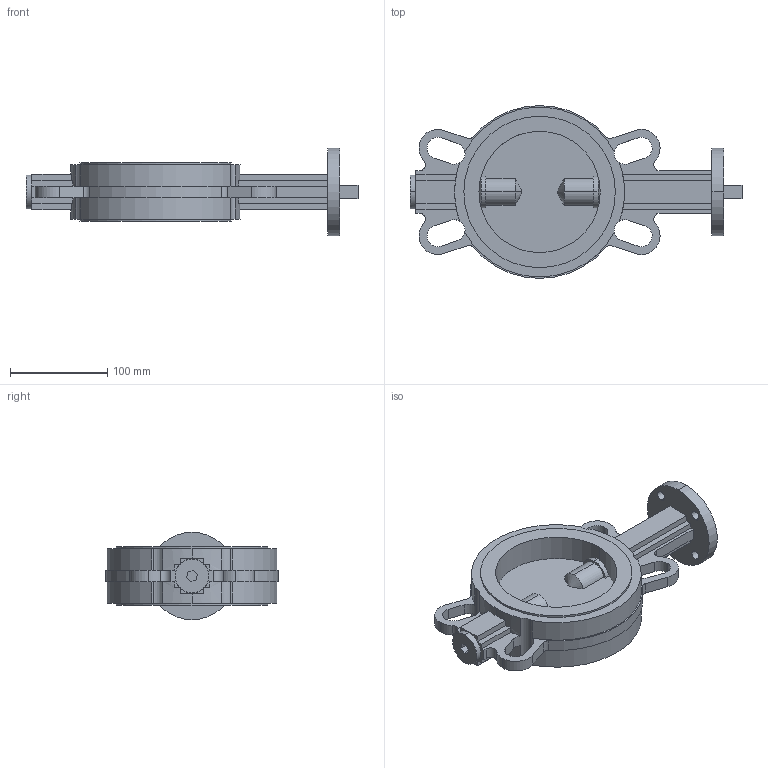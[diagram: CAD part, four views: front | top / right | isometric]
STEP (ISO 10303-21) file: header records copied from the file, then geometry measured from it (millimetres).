
FILE_DESCRIPTION (( 'STEP AP214' ), '1' );
FILE_NAME ('SCBF-D674-10XEC-125-H.step', '2025-09-25T05:49:12', ( 'KTP' ), ( '' ), 'SwSTEP 2.0', 'SolidWorks 2021', '' );
FILE_SCHEMA (( 'AUTOMOTIVE_DESIGN' ));
Length unit declared in the file: millimetre
Products named in the file (1): SCBF-D674-10XEC-125-H
Bounding box: 342 x 178 x 90 mm (x, y, z)
Volume: 1089802.9 mm3; surface area: 164946.3 mm2
Topology: 2 solids, 2 shells, 176 faces, 493 edges, 323 vertices
Faces by surface type: plane 90, cylinder 76, cone 6, sphere 4
Entity records: 6810 total; most frequent: CARTESIAN_POINT 1119, DIRECTION 1046, ORIENTED_EDGE 986, EDGE_CURVE 493, AXIS2_PLACEMENT_3D 382, VERTEX_POINT 323, LINE 282, VECTOR 282
